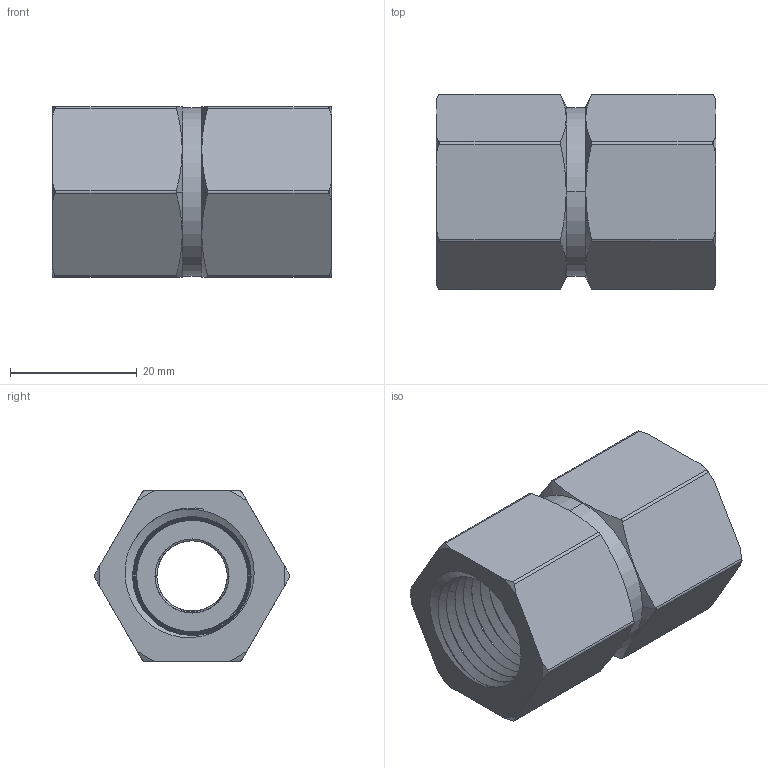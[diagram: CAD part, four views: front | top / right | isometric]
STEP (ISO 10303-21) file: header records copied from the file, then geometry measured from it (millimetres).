
FILE_DESCRIPTION((''),'2;1');
FILE_NAME('H-SSR_HEX_REDUCING_COUPLING','2025-07-08T08:26:00',('Administrator'),(''),'CREO PARAMETRIC BY PTC INC, 2020184','CREO PARAMETRIC BY PTC INC, 2020184','');
FILE_SCHEMA(('AUTOMOTIVE_DESIGN { 1 0 10303 214 1 1 1 1 }'));
Length unit declared in the file: millimetre
Products named in the file (1): H-SSR_HEX_REDUCING_COUPLING
Bounding box: 44.2 x 30.91 x 26.9 mm (x, y, z)
Volume: 18304.7 mm3; surface area: 8958.2 mm2
Topology: 1 solids, 1 shells, 121 faces, 345 edges, 233 vertices
Faces by surface type: cone 57, bspline 25, cylinder 21, plane 18
Entity records: 11072 total; most frequent: CARTESIAN_POINT 8179, ORIENTED_EDGE 682, DIRECTION 369, EDGE_CURVE 341, VERTEX_POINT 223, B_SPLINE_CURVE_WITH_KNOTS 198, AXIS2_PLACEMENT_3D 125, EDGE_LOOP 124
